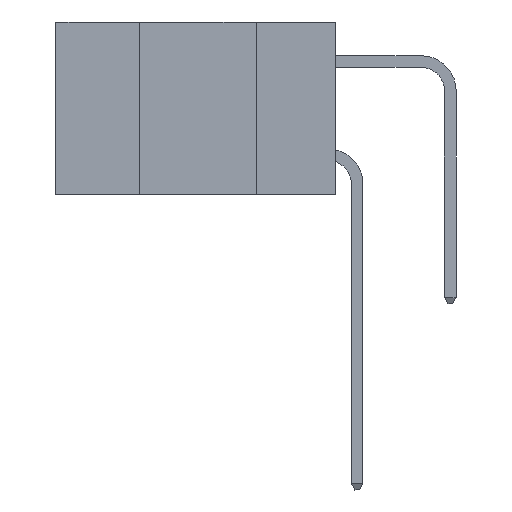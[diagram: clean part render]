
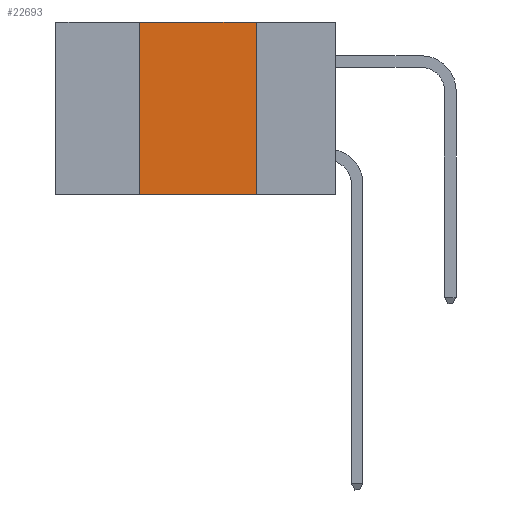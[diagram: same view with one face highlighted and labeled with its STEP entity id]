
A CAD part, left-side view. The second image highlights one B-rep face of the part: STEP entity #22693.
In plain terms, the highlighted planar face has unit normal (-1, 0, 0).
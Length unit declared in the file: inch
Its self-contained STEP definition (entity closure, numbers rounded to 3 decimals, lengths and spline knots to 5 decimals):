
#206 = DIRECTION ( 'NONE',  ( 0., -1., 0. ) ) ;
#365 = VECTOR ( 'NONE', #17436, 39.37008 ) ;
#1359 = LINE ( 'NONE', #9536, #1975 ) ;
#1975 = VECTOR ( 'NONE', #20943, 39.37008 ) ;
#5621 = VECTOR ( 'NONE', #18998, 39.37008 ) ;
#5694 = LINE ( 'NONE', #11694, #365 ) ;
#5773 = CARTESIAN_POINT ( 'NONE',  ( 0., 0.42, -0.37 ) ) ;
#6241 = LINE ( 'NONE', #15183, #5621 ) ;
#6769 = CARTESIAN_POINT ( 'NONE',  ( 0., 0.17, 0. ) ) ;
#7315 = VERTEX_POINT ( 'NONE', #6769 ) ;
#7763 = DIRECTION ( 'NONE',  ( 1., 0., 0. ) ) ;
#9133 = LINE ( 'NONE', #12076, #24238 ) ;
#9536 = CARTESIAN_POINT ( 'NONE',  ( 0., 0.6, 0. ) ) ;
#10402 = ORIENTED_EDGE ( 'NONE', *, *, #20773, .F. ) ;
#11369 = CARTESIAN_POINT ( 'NONE',  ( 0., 0.17, -0.37 ) ) ;
#11694 = CARTESIAN_POINT ( 'NONE',  ( 0., 0.42, 0. ) ) ;
#12076 = CARTESIAN_POINT ( 'NONE',  ( 0., 0.6, -0.37 ) ) ;
#12667 = VERTEX_POINT ( 'NONE', #11369 ) ;
#13811 = CARTESIAN_POINT ( 'NONE',  ( 0., 0.42, 0. ) ) ;
#15183 = CARTESIAN_POINT ( 'NONE',  ( 0., 0.17, 0. ) ) ;
#15643 = VERTEX_POINT ( 'NONE', #13811 ) ;
#16033 = AXIS2_PLACEMENT_3D ( 'NONE', #19243, #7763, #21120 ) ;
#16126 = FACE_OUTER_BOUND ( 'NONE', #23618, .T. ) ;
#16717 = ORIENTED_EDGE ( 'NONE', *, *, #18748, .F. ) ;
#16975 = EDGE_CURVE ( 'NONE', #19467, #12667, #9133, .T. ) ;
#17338 = PLANE ( 'NONE',  #16033 ) ;
#17436 = DIRECTION ( 'NONE',  ( 0., 0., 1. ) ) ;
#18748 = EDGE_CURVE ( 'NONE', #15643, #7315, #1359, .T. ) ;
#18998 = DIRECTION ( 'NONE',  ( 0., 0., -1. ) ) ;
#19091 = ORIENTED_EDGE ( 'NONE', *, *, #16975, .T. ) ;
#19243 = CARTESIAN_POINT ( 'NONE',  ( 0., 0.6, 0. ) ) ;
#19467 = VERTEX_POINT ( 'NONE', #5773 ) ;
#19491 = EDGE_CURVE ( 'NONE', #19467, #15643, #5694, .T. ) ;
#19686 = ORIENTED_EDGE ( 'NONE', *, *, #19491, .F. ) ;
#20773 = EDGE_CURVE ( 'NONE', #7315, #12667, #6241, .T. ) ;
#20943 = DIRECTION ( 'NONE',  ( 0., -1., 0. ) ) ;
#21120 = DIRECTION ( 'NONE',  ( 0., 0., -1. ) ) ;
#22693 = ADVANCED_FACE ( 'NONE', ( #16126 ), #17338, .F. ) ;
#23618 = EDGE_LOOP ( 'NONE', ( #10402, #16717, #19686, #19091 ) ) ;
#24238 = VECTOR ( 'NONE', #206, 39.37008 ) ;
